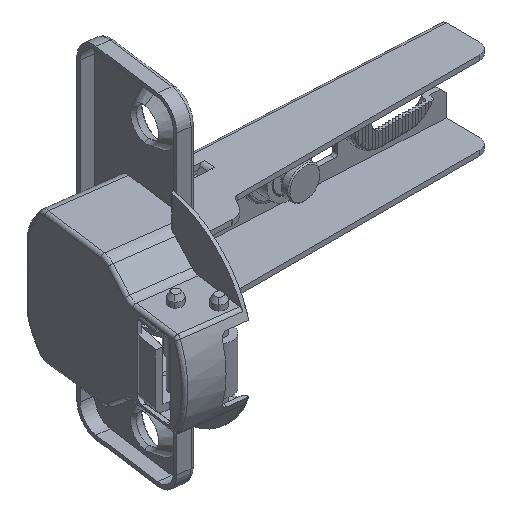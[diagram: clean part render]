
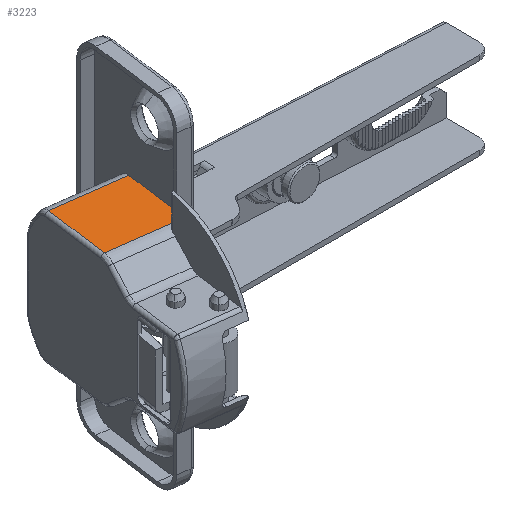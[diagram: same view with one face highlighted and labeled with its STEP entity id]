
A CAD part, isometric view. The second image highlights one B-rep face of the part: STEP entity #3223.
In plain terms, the highlighted face is planar.
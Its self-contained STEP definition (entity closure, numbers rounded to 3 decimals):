
#920 = VECTOR ( 'NONE', #1526, 1000. ) ;
#1049 = DIRECTION ( 'NONE',  ( 0., 0., -1. ) ) ;
#1526 = DIRECTION ( 'NONE',  ( 0., 1., 0. ) ) ;
#2663 = CARTESIAN_POINT ( 'NONE',  ( 11.8, 10.5, 0.7 ) ) ;
#3223 = ADVANCED_FACE ( 'NONE', ( #18957 ), #24176, .F. ) ;
#3669 = CARTESIAN_POINT ( 'NONE',  ( 11.8, 13.076, 7.15 ) ) ;
#4519 = ORIENTED_EDGE ( 'NONE', *, *, #10008, .F. ) ;
#5145 = VECTOR ( 'NONE', #28760, 1000. ) ;
#5282 = DIRECTION ( 'NONE',  ( 0., -1., 0. ) ) ;
#8961 = CARTESIAN_POINT ( 'NONE',  ( 11.8, 1.32, 0.7 ) ) ;
#8970 = DIRECTION ( 'NONE',  ( 0., -1., 0. ) ) ;
#9393 = VECTOR ( 'NONE', #1049, 1000. ) ;
#10008 = EDGE_CURVE ( 'NONE', #10809, #29356, #23915, .T. ) ;
#10809 = VERTEX_POINT ( 'NONE', #31425 ) ;
#11153 = EDGE_CURVE ( 'NONE', #10809, #28227, #11281, .T. ) ;
#11281 = LINE ( 'NONE', #23680, #5145 ) ;
#12550 = CARTESIAN_POINT ( 'NONE',  ( 11.8, 13.076, 13.6 ) ) ;
#12913 = EDGE_CURVE ( 'NONE', #29356, #14992, #31299, .T. ) ;
#14992 = VERTEX_POINT ( 'NONE', #16631 ) ;
#15255 = ORIENTED_EDGE ( 'NONE', *, *, #17125, .F. ) ;
#16631 = CARTESIAN_POINT ( 'NONE',  ( 11.8, 13.076, 0.7 ) ) ;
#17125 = EDGE_CURVE ( 'NONE', #14992, #28227, #19676, .T. ) ;
#18596 = ORIENTED_EDGE ( 'NONE', *, *, #11153, .T. ) ;
#18875 = CARTESIAN_POINT ( 'NONE',  ( 11.8, 7.198, 13.6 ) ) ;
#18957 = FACE_OUTER_BOUND ( 'NONE', #26749, .T. ) ;
#19332 = VECTOR ( 'NONE', #5282, 1000. ) ;
#19676 = LINE ( 'NONE', #2663, #19332 ) ;
#21402 = DIRECTION ( 'NONE',  ( -1., 0., 0. ) ) ;
#23680 = CARTESIAN_POINT ( 'NONE',  ( 11.8, 1.32, 7.15 ) ) ;
#23915 = LINE ( 'NONE', #18875, #920 ) ;
#24176 = PLANE ( 'NONE',  #31075 ) ;
#26305 = CARTESIAN_POINT ( 'NONE',  ( 11.8, 13.076, 0.7 ) ) ;
#26749 = EDGE_LOOP ( 'NONE', ( #18596, #15255, #27603, #4519 ) ) ;
#27603 = ORIENTED_EDGE ( 'NONE', *, *, #12913, .F. ) ;
#28227 = VERTEX_POINT ( 'NONE', #8961 ) ;
#28760 = DIRECTION ( 'NONE',  ( 0., 0., -1. ) ) ;
#29356 = VERTEX_POINT ( 'NONE', #12550 ) ;
#31075 = AXIS2_PLACEMENT_3D ( 'NONE', #26305, #21402, #8970 ) ;
#31299 = LINE ( 'NONE', #3669, #9393 ) ;
#31425 = CARTESIAN_POINT ( 'NONE',  ( 11.8, 1.32, 13.6 ) ) ;
